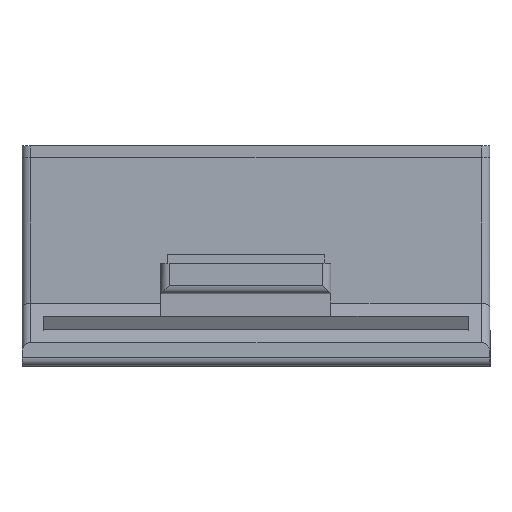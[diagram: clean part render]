
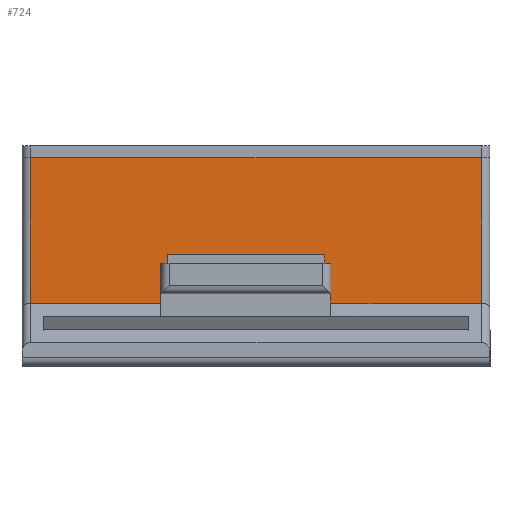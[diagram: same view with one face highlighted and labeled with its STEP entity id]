
A CAD part, left-side view. The second image highlights one B-rep face of the part: STEP entity #724.
In plain terms, the highlighted planar face has unit normal (-1, 0, 0).
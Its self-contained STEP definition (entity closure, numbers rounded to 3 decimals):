
#28 = PLANE ( 'NONE',  #254 ) ;
#103 = VECTOR ( 'NONE', #1541, 1000. ) ;
#115 = LINE ( 'NONE', #141, #338 ) ;
#126 = EDGE_CURVE ( 'NONE', #4336, #1430, #1294, .T. ) ;
#141 = CARTESIAN_POINT ( 'NONE',  ( 129.677, 61.166, 8.122 ) ) ;
#162 = EDGE_CURVE ( 'NONE', #1552, #3932, #362, .T. ) ;
#168 = ORIENTED_EDGE ( 'NONE', *, *, #3833, .T. ) ;
#173 = CARTESIAN_POINT ( 'NONE',  ( 129.677, 91.27, 8.122 ) ) ;
#202 = CARTESIAN_POINT ( 'NONE',  ( 129.677, 92.02, 13.821 ) ) ;
#254 = AXIS2_PLACEMENT_3D ( 'NONE', #1038, #4114, #2742 ) ;
#338 = VECTOR ( 'NONE', #3158, 1000. ) ;
#362 = LINE ( 'NONE', #2317, #663 ) ;
#394 = CARTESIAN_POINT ( 'NONE',  ( 129.677, 91.27, 9.221 ) ) ;
#501 = VERTEX_POINT ( 'NONE', #1598 ) ;
#560 = VERTEX_POINT ( 'NONE', #3317 ) ;
#608 = VECTOR ( 'NONE', #745, 1000. ) ;
#620 = CARTESIAN_POINT ( 'NONE',  ( 129.677, 126.564, 25.222 ) ) ;
#663 = VECTOR ( 'NONE', #1670, 1000. ) ;
#724 = ADVANCED_FACE ( 'NONE', ( #4072 ), #28, .T. ) ;
#745 = DIRECTION ( 'NONE',  ( 0., 0., 1. ) ) ;
#773 = EDGE_CURVE ( 'NONE', #3932, #1453, #2215, .T. ) ;
#831 = VECTOR ( 'NONE', #2882, 1000. ) ;
#902 = CARTESIAN_POINT ( 'NONE',  ( 129.677, 73.564, 8.122 ) ) ;
#928 = LINE ( 'NONE', #945, #3578 ) ;
#938 = EDGE_CURVE ( 'NONE', #3467, #2224, #991, .T. ) ;
#945 = CARTESIAN_POINT ( 'NONE',  ( 129.677, 127.564, 13.821 ) ) ;
#961 = ORIENTED_EDGE ( 'NONE', *, *, #4362, .T. ) ;
#984 = DIRECTION ( 'NONE',  ( 0., -1., 0. ) ) ;
#991 = LINE ( 'NONE', #3331, #4366 ) ;
#1015 = EDGE_CURVE ( 'NONE', #2224, #3255, #928, .T. ) ;
#1038 = CARTESIAN_POINT ( 'NONE',  ( 129.677, 127.564, 4.622 ) ) ;
#1138 = ORIENTED_EDGE ( 'NONE', *, *, #162, .F. ) ;
#1166 = CARTESIAN_POINT ( 'NONE',  ( 129.677, 61.166, 8.122 ) ) ;
#1238 = LINE ( 'NONE', #1640, #4153 ) ;
#1281 = EDGE_CURVE ( 'NONE', #3467, #1552, #1563, .T. ) ;
#1294 = LINE ( 'NONE', #3064, #1438 ) ;
#1304 = DIRECTION ( 'NONE',  ( 0., 0., -1. ) ) ;
#1326 = DIRECTION ( 'NONE',  ( 0., 0., 1. ) ) ;
#1375 = ORIENTED_EDGE ( 'NONE', *, *, #126, .F. ) ;
#1430 = VERTEX_POINT ( 'NONE', #2673 ) ;
#1438 = VECTOR ( 'NONE', #984, 1000. ) ;
#1453 = VERTEX_POINT ( 'NONE', #4057 ) ;
#1525 = LINE ( 'NONE', #3198, #831 ) ;
#1541 = DIRECTION ( 'NONE',  ( 0., 1., 0. ) ) ;
#1552 = VERTEX_POINT ( 'NONE', #3812 ) ;
#1563 = LINE ( 'NONE', #4222, #103 ) ;
#1598 = CARTESIAN_POINT ( 'NONE',  ( 129.677, 91.27, 12.821 ) ) ;
#1640 = CARTESIAN_POINT ( 'NONE',  ( 129.677, 73.564, 25.222 ) ) ;
#1670 = DIRECTION ( 'NONE',  ( 0., 0., -1. ) ) ;
#1684 = CARTESIAN_POINT ( 'NONE',  ( 129.677, 126.564, 4.622 ) ) ;
#1773 = DIRECTION ( 'NONE',  ( 0., 0., -1. ) ) ;
#1887 = VECTOR ( 'NONE', #1773, 1000. ) ;
#1938 = EDGE_CURVE ( 'NONE', #3249, #501, #2432, .T. ) ;
#1947 = ORIENTED_EDGE ( 'NONE', *, *, #3901, .F. ) ;
#1969 = ORIENTED_EDGE ( 'NONE', *, *, #1938, .F. ) ;
#2094 = VECTOR ( 'NONE', #1304, 1000. ) ;
#2112 = EDGE_CURVE ( 'NONE', #4336, #1453, #3038, .T. ) ;
#2165 = DIRECTION ( 'NONE',  ( 0., 1., 0. ) ) ;
#2215 = LINE ( 'NONE', #1166, #4361 ) ;
#2224 = VERTEX_POINT ( 'NONE', #2640 ) ;
#2317 = CARTESIAN_POINT ( 'NONE',  ( 129.677, 111.27, 9.221 ) ) ;
#2422 = ORIENTED_EDGE ( 'NONE', *, *, #4290, .F. ) ;
#2432 = LINE ( 'NONE', #394, #608 ) ;
#2580 = VERTEX_POINT ( 'NONE', #902 ) ;
#2640 = CARTESIAN_POINT ( 'NONE',  ( 129.677, 110.52, 13.821 ) ) ;
#2651 = ORIENTED_EDGE ( 'NONE', *, *, #938, .T. ) ;
#2673 = CARTESIAN_POINT ( 'NONE',  ( 129.677, 73.564, 25.222 ) ) ;
#2742 = DIRECTION ( 'NONE',  ( 0., 0., 1. ) ) ;
#2872 = CARTESIAN_POINT ( 'NONE',  ( 129.677, 110.52, 12.821 ) ) ;
#2882 = DIRECTION ( 'NONE',  ( 0., 1., 0. ) ) ;
#2889 = EDGE_LOOP ( 'NONE', ( #1947, #961, #1375, #3050, #3841, #1138, #3633, #2651, #4302, #168, #2422, #1969 ) ) ;
#3038 = LINE ( 'NONE', #1684, #2094 ) ;
#3050 = ORIENTED_EDGE ( 'NONE', *, *, #2112, .T. ) ;
#3064 = CARTESIAN_POINT ( 'NONE',  ( 129.677, 127.564, 25.222 ) ) ;
#3158 = DIRECTION ( 'NONE',  ( 0., 1., 0. ) ) ;
#3198 = CARTESIAN_POINT ( 'NONE',  ( 129.677, 111.27, 12.821 ) ) ;
#3249 = VERTEX_POINT ( 'NONE', #173 ) ;
#3255 = VERTEX_POINT ( 'NONE', #202 ) ;
#3317 = CARTESIAN_POINT ( 'NONE',  ( 129.677, 92.02, 12.821 ) ) ;
#3331 = CARTESIAN_POINT ( 'NONE',  ( 129.677, 110.52, 4.622 ) ) ;
#3350 = DIRECTION ( 'NONE',  ( 0., -1., 0. ) ) ;
#3467 = VERTEX_POINT ( 'NONE', #2872 ) ;
#3511 = CARTESIAN_POINT ( 'NONE',  ( 129.677, 92.02, 4.622 ) ) ;
#3578 = VECTOR ( 'NONE', #3350, 1000. ) ;
#3617 = DIRECTION ( 'NONE',  ( 0., 0., 1. ) ) ;
#3633 = ORIENTED_EDGE ( 'NONE', *, *, #1281, .F. ) ;
#3702 = CARTESIAN_POINT ( 'NONE',  ( 129.677, 111.27, 8.122 ) ) ;
#3812 = CARTESIAN_POINT ( 'NONE',  ( 129.677, 111.27, 12.821 ) ) ;
#3833 = EDGE_CURVE ( 'NONE', #3255, #560, #4176, .T. ) ;
#3841 = ORIENTED_EDGE ( 'NONE', *, *, #773, .F. ) ;
#3901 = EDGE_CURVE ( 'NONE', #2580, #3249, #115, .T. ) ;
#3932 = VERTEX_POINT ( 'NONE', #3702 ) ;
#4057 = CARTESIAN_POINT ( 'NONE',  ( 129.677, 126.564, 8.122 ) ) ;
#4072 = FACE_OUTER_BOUND ( 'NONE', #2889, .T. ) ;
#4114 = DIRECTION ( 'NONE',  ( -1., 0., 0. ) ) ;
#4153 = VECTOR ( 'NONE', #3617, 1000. ) ;
#4176 = LINE ( 'NONE', #3511, #1887 ) ;
#4222 = CARTESIAN_POINT ( 'NONE',  ( 129.677, 111.27, 12.821 ) ) ;
#4290 = EDGE_CURVE ( 'NONE', #501, #560, #1525, .T. ) ;
#4302 = ORIENTED_EDGE ( 'NONE', *, *, #1015, .T. ) ;
#4336 = VERTEX_POINT ( 'NONE', #620 ) ;
#4361 = VECTOR ( 'NONE', #2165, 1000. ) ;
#4362 = EDGE_CURVE ( 'NONE', #2580, #1430, #1238, .T. ) ;
#4366 = VECTOR ( 'NONE', #1326, 1000. ) ;
